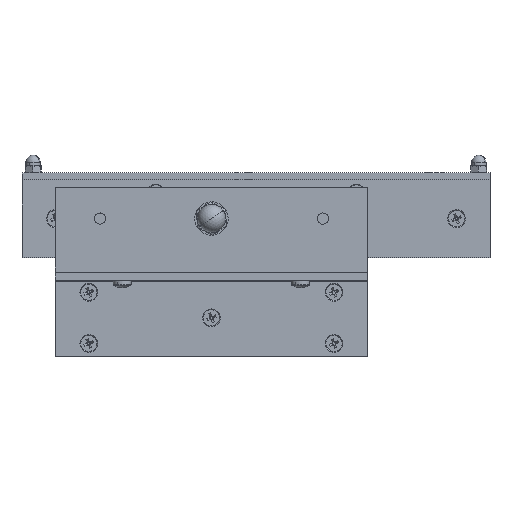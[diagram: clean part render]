
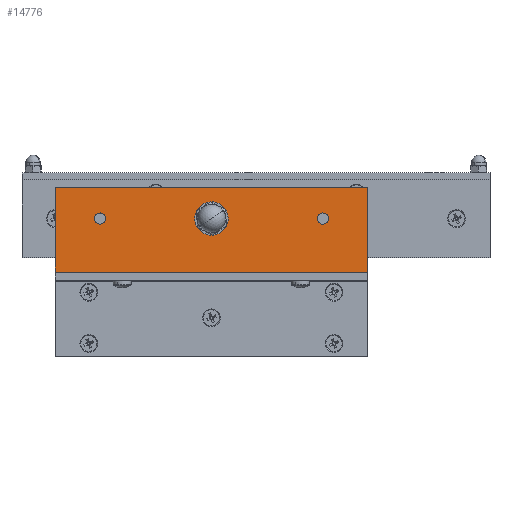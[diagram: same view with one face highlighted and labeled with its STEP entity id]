
A CAD part, top view. The second image highlights one B-rep face of the part: STEP entity #14776.
In plain terms, the highlighted planar face has unit normal (0, 0, 1).
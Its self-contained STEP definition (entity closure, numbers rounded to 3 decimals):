
#315 = ORIENTED_EDGE ( 'NONE', *, *, #22636, .T. ) ;
#696 = CARTESIAN_POINT ( 'NONE',  ( 70., 0., 44.91 ) ) ;
#726 = AXIS2_PLACEMENT_3D ( 'NONE', #45511, #10219, #29651 ) ;
#2054 = CIRCLE ( 'NONE', #20802, 7.5 ) ;
#3378 = ORIENTED_EDGE ( 'NONE', *, *, #26140, .F. ) ;
#3459 = CARTESIAN_POINT ( 'NONE',  ( 70., 0., 44.91 ) ) ;
#3732 = DIRECTION ( 'NONE',  ( 0., 0., 1. ) ) ;
#4395 = LINE ( 'NONE', #19507, #40736 ) ;
#4824 = CARTESIAN_POINT ( 'NONE',  ( -70., 37.75, 44.91 ) ) ;
#5482 = EDGE_LOOP ( 'NONE', ( #30993, #32006 ) ) ;
#7105 = ORIENTED_EDGE ( 'NONE', *, *, #9740, .F. ) ;
#8115 = DIRECTION ( 'NONE',  ( 0., 0., 1. ) ) ;
#8885 = DIRECTION ( 'NONE',  ( 0., 0., -1. ) ) ;
#9013 = CARTESIAN_POINT ( 'NONE',  ( -70., 0., 44.91 ) ) ;
#9689 = CIRCLE ( 'NONE', #38280, 2.5 ) ;
#9721 = CIRCLE ( 'NONE', #44858, 7.5 ) ;
#9740 = EDGE_CURVE ( 'NONE', #22339, #28939, #49592, .T. ) ;
#9903 = FACE_OUTER_BOUND ( 'NONE', #37887, .T. ) ;
#10157 = DIRECTION ( 'NONE',  ( -1., 0., 0. ) ) ;
#10219 = DIRECTION ( 'NONE',  ( 0., 0., 1. ) ) ;
#11044 = EDGE_CURVE ( 'NONE', #30899, #14644, #9689, .T. ) ;
#11322 = EDGE_CURVE ( 'NONE', #42507, #17466, #9721, .T. ) ;
#11976 = EDGE_LOOP ( 'NONE', ( #48227, #15279 ) ) ;
#12482 = LINE ( 'NONE', #696, #21960 ) ;
#13832 = CIRCLE ( 'NONE', #726, 2.5 ) ;
#14418 = EDGE_CURVE ( 'NONE', #17357, #32065, #4395, .T. ) ;
#14644 = VERTEX_POINT ( 'NONE', #18695 ) ;
#14776 = ADVANCED_FACE ( 'NONE', ( #45453, #44953, #32934, #9903 ), #40851, .F. ) ;
#15279 = ORIENTED_EDGE ( 'NONE', *, *, #36981, .T. ) ;
#15665 = CIRCLE ( 'NONE', #31162, 2.5 ) ;
#15921 = DIRECTION ( 'NONE',  ( -1., 0., 0. ) ) ;
#16300 = CARTESIAN_POINT ( 'NONE',  ( -50., 24., 44.91 ) ) ;
#16421 = CARTESIAN_POINT ( 'NONE',  ( 70., 37.75, 44.91 ) ) ;
#17278 = DIRECTION ( 'NONE',  ( 0.924, 0.383, 0. ) ) ;
#17357 = VERTEX_POINT ( 'NONE', #16421 ) ;
#17452 = CARTESIAN_POINT ( 'NONE',  ( 47.5, 24., 44.91 ) ) ;
#17466 = VERTEX_POINT ( 'NONE', #21508 ) ;
#18695 = CARTESIAN_POINT ( 'NONE',  ( 52.5, 24., 44.91 ) ) ;
#18846 = CARTESIAN_POINT ( 'NONE',  ( 50., 24., 44.91 ) ) ;
#19507 = CARTESIAN_POINT ( 'NONE',  ( 70., 37.75, 44.91 ) ) ;
#20798 = CARTESIAN_POINT ( 'NONE',  ( 70., 0., 44.91 ) ) ;
#20802 = AXIS2_PLACEMENT_3D ( 'NONE', #43931, #8885, #28846 ) ;
#20962 = VERTEX_POINT ( 'NONE', #3459 ) ;
#21410 = CARTESIAN_POINT ( 'NONE',  ( 70., 0., 44.91 ) ) ;
#21429 = ORIENTED_EDGE ( 'NONE', *, *, #14418, .T. ) ;
#21508 = CARTESIAN_POINT ( 'NONE',  ( -6.928, 21.127, 44.91 ) ) ;
#21960 = VECTOR ( 'NONE', #10157, 1000. ) ;
#22339 = VERTEX_POINT ( 'NONE', #49728 ) ;
#22500 = EDGE_LOOP ( 'NONE', ( #7105, #34979 ) ) ;
#22636 = EDGE_CURVE ( 'NONE', #32065, #37970, #40474, .T. ) ;
#23127 = EDGE_CURVE ( 'NONE', #14644, #30899, #13832, .T. ) ;
#23894 = ORIENTED_EDGE ( 'NONE', *, *, #31303, .F. ) ;
#24721 = CARTESIAN_POINT ( 'NONE',  ( -52.5, 24., 44.91 ) ) ;
#24840 = DIRECTION ( 'NONE',  ( 0., 0., 1. ) ) ;
#25193 = CARTESIAN_POINT ( 'NONE',  ( 0., 24., 44.91 ) ) ;
#25740 = DIRECTION ( 'NONE',  ( -1., 0., 0. ) ) ;
#26140 = EDGE_CURVE ( 'NONE', #20962, #37970, #12482, .T. ) ;
#26555 = CARTESIAN_POINT ( 'NONE',  ( -70., 0., 44.91 ) ) ;
#28686 = CARTESIAN_POINT ( 'NONE',  ( -50., 24., 44.91 ) ) ;
#28846 = DIRECTION ( 'NONE',  ( 0.924, 0.383, 0. ) ) ;
#28939 = VERTEX_POINT ( 'NONE', #24721 ) ;
#29651 = DIRECTION ( 'NONE',  ( -1., 0., 0. ) ) ;
#30899 = VERTEX_POINT ( 'NONE', #17452 ) ;
#30993 = ORIENTED_EDGE ( 'NONE', *, *, #23127, .F. ) ;
#31162 = AXIS2_PLACEMENT_3D ( 'NONE', #28686, #24840, #40439 ) ;
#31303 = EDGE_CURVE ( 'NONE', #17357, #20962, #32825, .T. ) ;
#31677 = EDGE_CURVE ( 'NONE', #28939, #22339, #15665, .T. ) ;
#32006 = ORIENTED_EDGE ( 'NONE', *, *, #11044, .F. ) ;
#32065 = VERTEX_POINT ( 'NONE', #4824 ) ;
#32825 = LINE ( 'NONE', #20798, #45040 ) ;
#32934 = FACE_BOUND ( 'NONE', #11976, .T. ) ;
#34979 = ORIENTED_EDGE ( 'NONE', *, *, #31677, .F. ) ;
#35062 = VECTOR ( 'NONE', #43801, 1000. ) ;
#36715 = AXIS2_PLACEMENT_3D ( 'NONE', #21410, #48819, #25740 ) ;
#36981 = EDGE_CURVE ( 'NONE', #17466, #42507, #2054, .T. ) ;
#37887 = EDGE_LOOP ( 'NONE', ( #23894, #21429, #315, #3378 ) ) ;
#37970 = VERTEX_POINT ( 'NONE', #26555 ) ;
#38280 = AXIS2_PLACEMENT_3D ( 'NONE', #18846, #3732, #45965 ) ;
#40439 = DIRECTION ( 'NONE',  ( 1., 0., 0. ) ) ;
#40474 = LINE ( 'NONE', #9013, #35062 ) ;
#40736 = VECTOR ( 'NONE', #15921, 1000. ) ;
#40851 = PLANE ( 'NONE',  #36715 ) ;
#41254 = DIRECTION ( 'NONE',  ( 0., -1., 0. ) ) ;
#41299 = DIRECTION ( 'NONE',  ( 0., 0., -1. ) ) ;
#42134 = CARTESIAN_POINT ( 'NONE',  ( 6.928, 26.873, 44.91 ) ) ;
#42507 = VERTEX_POINT ( 'NONE', #42134 ) ;
#42916 = DIRECTION ( 'NONE',  ( 1., 0., 0. ) ) ;
#43801 = DIRECTION ( 'NONE',  ( 0., -1., 0. ) ) ;
#43931 = CARTESIAN_POINT ( 'NONE',  ( 0., 24., 44.91 ) ) ;
#44858 = AXIS2_PLACEMENT_3D ( 'NONE', #25193, #41299, #17278 ) ;
#44953 = FACE_BOUND ( 'NONE', #22500, .T. ) ;
#45040 = VECTOR ( 'NONE', #41254, 1000. ) ;
#45453 = FACE_BOUND ( 'NONE', #5482, .T. ) ;
#45511 = CARTESIAN_POINT ( 'NONE',  ( 50., 24., 44.91 ) ) ;
#45965 = DIRECTION ( 'NONE',  ( -1., 0., 0. ) ) ;
#47971 = AXIS2_PLACEMENT_3D ( 'NONE', #16300, #8115, #42916 ) ;
#48227 = ORIENTED_EDGE ( 'NONE', *, *, #11322, .T. ) ;
#48819 = DIRECTION ( 'NONE',  ( 0., 0., -1. ) ) ;
#49592 = CIRCLE ( 'NONE', #47971, 2.5 ) ;
#49728 = CARTESIAN_POINT ( 'NONE',  ( -47.5, 24., 44.91 ) ) ;
